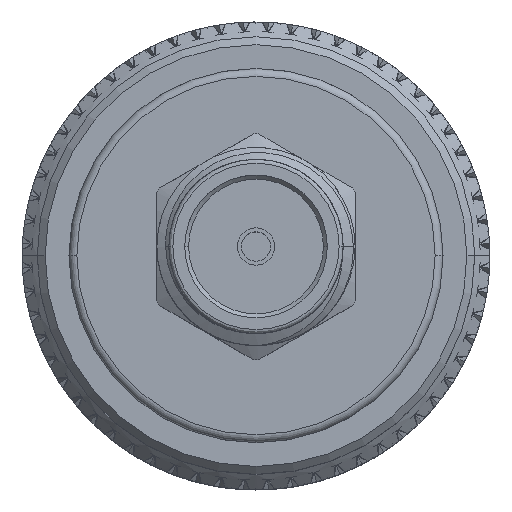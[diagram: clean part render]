
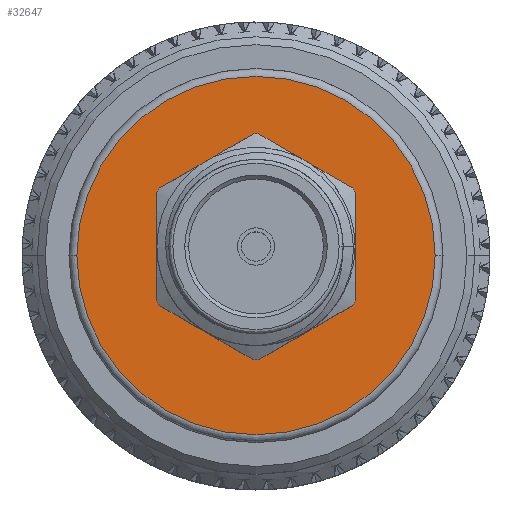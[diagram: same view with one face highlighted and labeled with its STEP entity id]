
A CAD part, top view. The second image highlights one B-rep face of the part: STEP entity #32647.
In plain terms, the highlighted face is planar.
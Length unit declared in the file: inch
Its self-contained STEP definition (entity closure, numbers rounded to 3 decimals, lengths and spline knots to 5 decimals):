
#150 = EDGE_CURVE ( 'NONE', #46275, #17675, #85063, .T. ) ;
#1258 = CARTESIAN_POINT ( 'NONE',  ( 0.6265, 0., -0.10325 ) ) ;
#2942 = DIRECTION ( 'NONE',  ( 0., 0., -1. ) ) ;
#3112 = VERTEX_POINT ( 'NONE', #1258 ) ;
#4057 = CARTESIAN_POINT ( 'NONE',  ( 0.6265, 0., 0. ) ) ;
#6670 = DIRECTION ( 'NONE',  ( 0., 0., -1. ) ) ;
#7264 = CIRCLE ( 'NONE', #57134, 0.10325 ) ;
#9722 = AXIS2_PLACEMENT_3D ( 'NONE', #89005, #45531, #60997 ) ;
#9747 = EDGE_LOOP ( 'NONE', ( #21459, #39492 ) ) ;
#11433 = VERTEX_POINT ( 'NONE', #56231 ) ;
#12382 = DIRECTION ( 'NONE',  ( 0., 0., -1. ) ) ;
#14665 = CARTESIAN_POINT ( 'NONE',  ( 0.6265, 0., 0.226 ) ) ;
#17675 = VERTEX_POINT ( 'NONE', #14665 ) ;
#18807 = FACE_BOUND ( 'NONE', #9747, .T. ) ;
#19393 = CARTESIAN_POINT ( 'NONE',  ( 0.6265, 0., 0. ) ) ;
#21459 = ORIENTED_EDGE ( 'NONE', *, *, #46424, .T. ) ;
#23342 = CARTESIAN_POINT ( 'NONE',  ( 0.6265, 0., -0.226 ) ) ;
#23898 = ORIENTED_EDGE ( 'NONE', *, *, #83229, .T. ) ;
#27821 = CIRCLE ( 'NONE', #85568, 0.10325 ) ;
#32647 = ADVANCED_FACE ( 'NONE', ( #18807, #41535 ), #91105, .T. ) ;
#39492 = ORIENTED_EDGE ( 'NONE', *, *, #78738, .T. ) ;
#41535 = FACE_OUTER_BOUND ( 'NONE', #42389, .T. ) ;
#41936 = DIRECTION ( 'NONE',  ( 1., 0., 0. ) ) ;
#42389 = EDGE_LOOP ( 'NONE', ( #47706, #23898 ) ) ;
#45531 = DIRECTION ( 'NONE',  ( 1., 0., 0. ) ) ;
#45548 = AXIS2_PLACEMENT_3D ( 'NONE', #50197, #72379, #6670 ) ;
#46175 = DIRECTION ( 'NONE',  ( -1., 0., 0. ) ) ;
#46275 = VERTEX_POINT ( 'NONE', #23342 ) ;
#46424 = EDGE_CURVE ( 'NONE', #3112, #11433, #27821, .T. ) ;
#47706 = ORIENTED_EDGE ( 'NONE', *, *, #150, .T. ) ;
#50197 = CARTESIAN_POINT ( 'NONE',  ( 0.6265, 0., 0. ) ) ;
#53877 = DIRECTION ( 'NONE',  ( 0., 0., -1. ) ) ;
#56231 = CARTESIAN_POINT ( 'NONE',  ( 0.6265, 0., 0.10325 ) ) ;
#57134 = AXIS2_PLACEMENT_3D ( 'NONE', #19393, #85459, #12382 ) ;
#59013 = AXIS2_PLACEMENT_3D ( 'NONE', #4057, #41936, #53877 ) ;
#60997 = DIRECTION ( 'NONE',  ( 0., 0., -1. ) ) ;
#72379 = DIRECTION ( 'NONE',  ( 1., 0., 0. ) ) ;
#78738 = EDGE_CURVE ( 'NONE', #11433, #3112, #7264, .T. ) ;
#83229 = EDGE_CURVE ( 'NONE', #17675, #46275, #89842, .T. ) ;
#85063 = CIRCLE ( 'NONE', #9722, 0.226 ) ;
#85459 = DIRECTION ( 'NONE',  ( -1., 0., 0. ) ) ;
#85568 = AXIS2_PLACEMENT_3D ( 'NONE', #89337, #46175, #2942 ) ;
#89005 = CARTESIAN_POINT ( 'NONE',  ( 0.6265, 0., 0. ) ) ;
#89337 = CARTESIAN_POINT ( 'NONE',  ( 0.6265, 0., 0. ) ) ;
#89842 = CIRCLE ( 'NONE', #45548, 0.226 ) ;
#91105 = PLANE ( 'NONE',  #59013 ) ;
